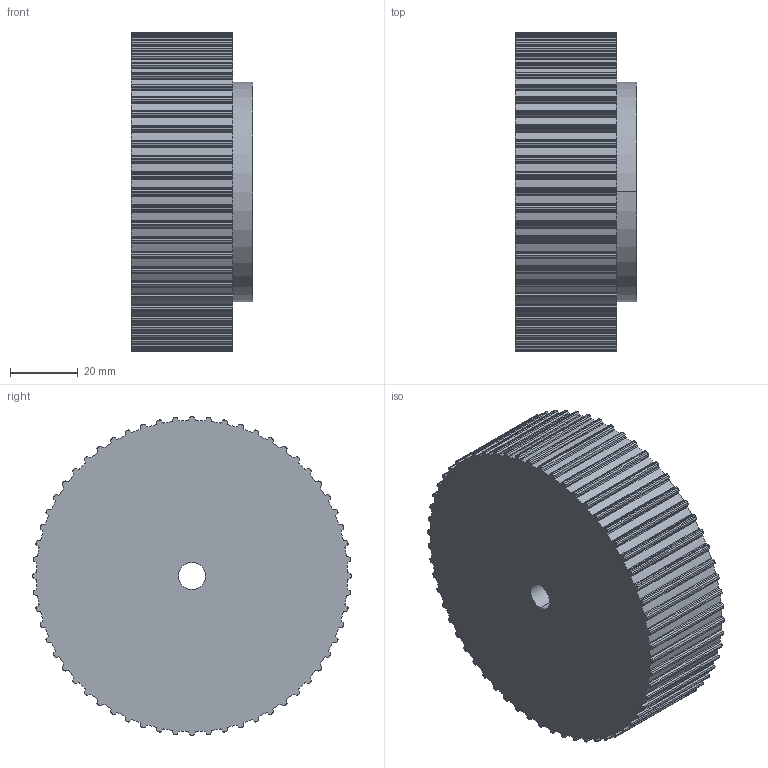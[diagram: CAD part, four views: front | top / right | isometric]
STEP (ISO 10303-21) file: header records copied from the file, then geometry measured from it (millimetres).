
FILE_DESCRIPTION(('HOOPS Exchange Step'),'2;1');
FILE_NAME('export-E640505A-D257-487D-8E0F-CB6C217FD6C0.stp','2023-12-11T17:33:57+01:00',('Engineering'),('Alibre'),'HOOPS Exchange 2021.0','Alibre','Unknown authorisation');
FILE_SCHEMA( ('AP242_MANAGED_MODEL_BASED_3D_ENGINEERING_MIM_LF {1 0 10303 442 1 1 4 }') );
Length unit declared in the file: millimetre
Products named in the file (2): 6427-1 AT5 Pulley 36-AT5 Z=60 for 25mm wide belts BODY; 6427 AT5 Pulley 36-AT5 Z=60 for 25mm wide belts
Assembly tree (1 placements, depth 2):
  6427 AT5 Pulley 36-AT5 Z=60 for 25mm wide belts
    6427-1 AT5 Pulley 36-AT5 Z=60 for 25mm wide belts BODY
Bounding box: 36 x 94.25 x 94.25 mm (x, y, z)
Volume: 220872.1 mm3; surface area: 26532.9 mm2
Topology: 1 solids, 1 shells, 577 faces, 1722 edges, 1148 vertices
Faces by surface type: cylinder 454, plane 123
Entity records: 19956 total; most frequent: DIRECTION 3794, CARTESIAN_POINT 3452, ORIENTED_EDGE 3444, EDGE_CURVE 1722, AXIS2_PLACEMENT_3D 1490, VERTEX_POINT 1148, CIRCLE 908, VECTOR 814
